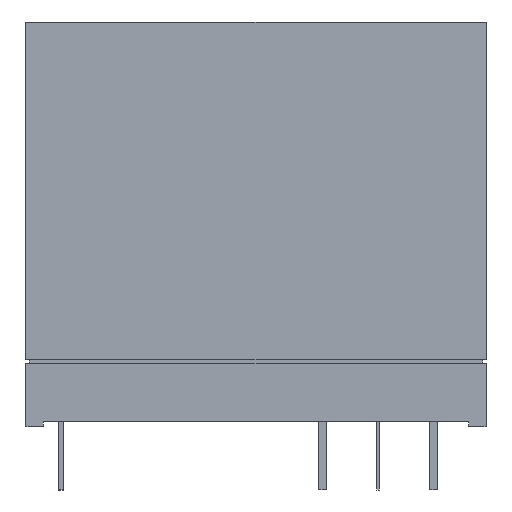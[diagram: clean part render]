
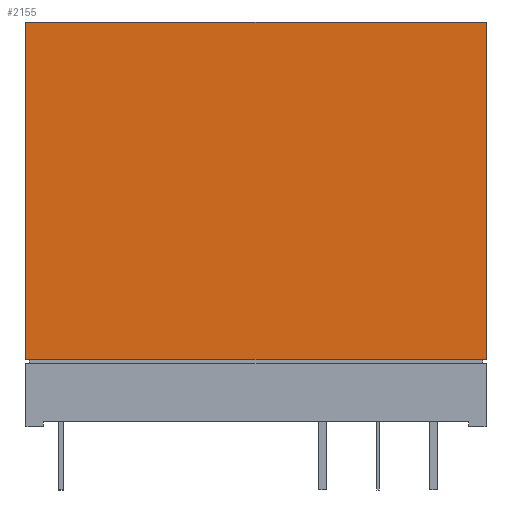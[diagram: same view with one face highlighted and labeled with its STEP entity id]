
A CAD part, front view. The second image highlights one B-rep face of the part: STEP entity #2155.
In plain terms, the highlighted face is planar.
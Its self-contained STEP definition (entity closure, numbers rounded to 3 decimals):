
#177 = VERTEX_POINT ( 'NONE', #570 ) ;
#191 = EDGE_CURVE ( 'NONE', #1794, #639, #2559, .T. ) ;
#300 = EDGE_LOOP ( 'NONE', ( #1383, #428, #2109, #2293 ) ) ;
#303 = DIRECTION ( 'NONE',  ( 0., 0., -1. ) ) ;
#361 = DIRECTION ( 'NONE',  ( 0., 1., 0. ) ) ;
#428 = ORIENTED_EDGE ( 'NONE', *, *, #956, .T. ) ;
#448 = AXIS2_PLACEMENT_3D ( 'NONE', #2164, #303, #1930 ) ;
#450 = CARTESIAN_POINT ( 'NONE',  ( 26.8, 25.5, 2.85 ) ) ;
#546 = VERTEX_POINT ( 'NONE', #1668 ) ;
#570 = CARTESIAN_POINT ( 'NONE',  ( -2.2, 25.5, 2.85 ) ) ;
#639 = VERTEX_POINT ( 'NONE', #450 ) ;
#698 = DIRECTION ( 'NONE',  ( 1., 0., 0. ) ) ;
#777 = CARTESIAN_POINT ( 'NONE',  ( 26.8, 65.68, 2.85 ) ) ;
#905 = CARTESIAN_POINT ( 'NONE',  ( -2.2, 4.2, 2.85 ) ) ;
#956 = EDGE_CURVE ( 'NONE', #546, #1794, #1382, .T. ) ;
#1086 = CARTESIAN_POINT ( 'NONE',  ( -2.2, 65.68, 2.85 ) ) ;
#1259 = VECTOR ( 'NONE', #1952, 1000. ) ;
#1345 = CARTESIAN_POINT ( 'NONE',  ( 0., 25.5, 2.85 ) ) ;
#1382 = LINE ( 'NONE', #905, #1756 ) ;
#1383 = ORIENTED_EDGE ( 'NONE', *, *, #1954, .T. ) ;
#1394 = VECTOR ( 'NONE', #361, 1000. ) ;
#1527 = PLANE ( 'NONE',  #448 ) ;
#1623 = FACE_OUTER_BOUND ( 'NONE', #300, .T. ) ;
#1638 = EDGE_CURVE ( 'NONE', #177, #639, #2579, .T. ) ;
#1668 = CARTESIAN_POINT ( 'NONE',  ( -2.2, 4.2, 2.85 ) ) ;
#1756 = VECTOR ( 'NONE', #698, 1000. ) ;
#1794 = VERTEX_POINT ( 'NONE', #1796 ) ;
#1796 = CARTESIAN_POINT ( 'NONE',  ( 26.8, 4.2, 2.85 ) ) ;
#1915 = LINE ( 'NONE', #1086, #2411 ) ;
#1930 = DIRECTION ( 'NONE',  ( -1., 0., 0. ) ) ;
#1952 = DIRECTION ( 'NONE',  ( 1., 0., 0. ) ) ;
#1954 = EDGE_CURVE ( 'NONE', #177, #546, #1915, .T. ) ;
#2109 = ORIENTED_EDGE ( 'NONE', *, *, #191, .T. ) ;
#2155 = ADVANCED_FACE ( 'NONE', ( #1623 ), #1527, .F. ) ;
#2164 = CARTESIAN_POINT ( 'NONE',  ( -2.2, 65.68, 2.85 ) ) ;
#2293 = ORIENTED_EDGE ( 'NONE', *, *, #1638, .F. ) ;
#2411 = VECTOR ( 'NONE', #2525, 1000. ) ;
#2525 = DIRECTION ( 'NONE',  ( 0., -1., 0. ) ) ;
#2559 = LINE ( 'NONE', #777, #1394 ) ;
#2579 = LINE ( 'NONE', #1345, #1259 ) ;
